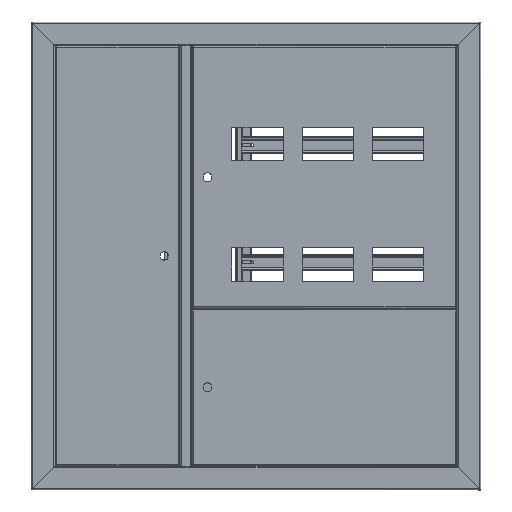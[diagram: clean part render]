
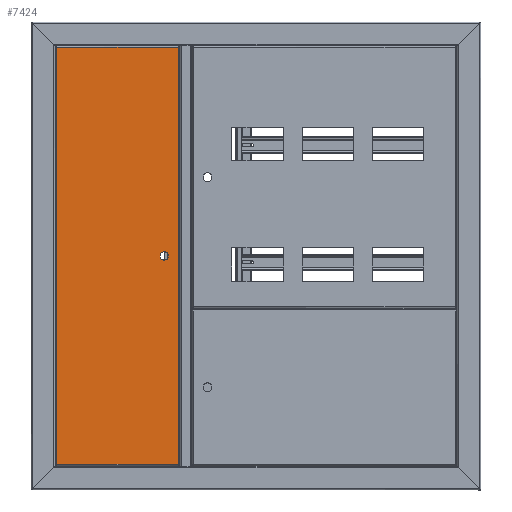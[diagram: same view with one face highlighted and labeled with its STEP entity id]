
A CAD part, top view. The second image highlights one B-rep face of the part: STEP entity #7424.
In plain terms, the highlighted planar face has unit normal (0, 0, 1).
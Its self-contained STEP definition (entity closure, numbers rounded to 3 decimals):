
#7424=ADVANCED_FACE('',(#14513,#14515),#14517,.T.);
#14513=FACE_BOUND('',#14514,.T.);
#14514=EDGE_LOOP('',(#19257,#19258,#19259,#19260));
#14515=FACE_BOUND('',#14516,.T.);
#14516=EDGE_LOOP('',(#19261,#19262,#19263,#19264));
#14517=PLANE('',#14518);
#14518=AXIS2_PLACEMENT_3D('',#14519,#14520,#14521);
#14519=CARTESIAN_POINT('',(0.,0.,0.));
#14520=DIRECTION('',(0.,0.,1.));
#14521=DIRECTION('',(1.,0.,0.));
#19257=ORIENTED_EDGE('',*,*,#21717,.T.);
#19258=ORIENTED_EDGE('',*,*,#21718,.T.);
#19259=ORIENTED_EDGE('',*,*,#21719,.T.);
#19260=ORIENTED_EDGE('',*,*,#21720,.T.);
#19261=ORIENTED_EDGE('',*,*,#21721,.F.);
#19262=ORIENTED_EDGE('',*,*,#21722,.F.);
#19263=ORIENTED_EDGE('',*,*,#21723,.F.);
#19264=ORIENTED_EDGE('',*,*,#21724,.F.);
#21717=EDGE_CURVE('',#24648,#24644,#24669,.T.);
#21718=EDGE_CURVE('',#24644,#24670,#24671,.T.);
#21719=EDGE_CURVE('',#24670,#24672,#24673,.T.);
#21720=EDGE_CURVE('',#24672,#24648,#24674,.T.);
#21721=EDGE_CURVE('',#24675,#24676,#24677,.T.);
#21722=EDGE_CURVE('',#24678,#24675,#24679,.T.);
#21723=EDGE_CURVE('',#24680,#24678,#24681,.T.);
#21724=EDGE_CURVE('',#24676,#24680,#24682,.T.);
#24644=VERTEX_POINT('',#32776);
#24648=VERTEX_POINT('',#32785);
#24669=LINE('',#32831,#32832);
#24670=VERTEX_POINT('',#32834);
#24671=LINE('',#32835,#32836);
#24672=VERTEX_POINT('',#32838);
#24673=LINE('',#32839,#32840);
#24674=LINE('',#32842,#32843);
#24675=VERTEX_POINT('',#32845);
#24676=VERTEX_POINT('',#32846);
#24677=CIRCLE('',#32847,8.85);
#24678=VERTEX_POINT('',#32851);
#24679=LINE('',#32852,#32853);
#24680=VERTEX_POINT('',#32855);
#24681=CIRCLE('',#32856,8.85);
#24682=LINE('',#32860,#32861);
#32776=CARTESIAN_POINT('',(-129.65,-445.55,0.));
#32785=CARTESIAN_POINT('',(-129.65,445.55,0.));
#32831=CARTESIAN_POINT('',(-129.65,445.55,0.));
#32832=VECTOR('',#32833,1.);
#32833=DIRECTION('',(0.,-1.,0.));
#32834=CARTESIAN_POINT('',(129.65,-445.55,0.));
#32835=CARTESIAN_POINT('',(-129.65,-445.55,0.));
#32836=VECTOR('',#32837,1.);
#32837=DIRECTION('',(1.,0.,0.));
#32838=CARTESIAN_POINT('',(129.65,445.55,0.));
#32839=CARTESIAN_POINT('',(129.65,-445.55,0.));
#32840=VECTOR('',#32841,1.);
#32841=DIRECTION('',(0.,1.,0.));
#32842=CARTESIAN_POINT('',(129.65,445.55,0.));
#32843=VECTOR('',#32844,1.);
#32844=DIRECTION('',(-1.,0.,0.));
#32845=CARTESIAN_POINT('',(-91.5,2.933,0.));
#32846=CARTESIAN_POINT('',(-108.2,2.933,0.));
#32847=AXIS2_PLACEMENT_3D('',#32848,#32849,#32850);
#32848=CARTESIAN_POINT('',(-99.85,0.,0.));
#32849=DIRECTION('',(0.,0.,1.));
#32850=DIRECTION('',(0.944,0.331,0.));
#32851=CARTESIAN_POINT('',(-91.5,-2.933,0.));
#32852=CARTESIAN_POINT('',(-91.5,-2.933,0.));
#32853=VECTOR('',#32854,1.);
#32854=DIRECTION('',(0.,1.,0.));
#32855=CARTESIAN_POINT('',(-108.2,-2.933,0.));
#32856=AXIS2_PLACEMENT_3D('',#32857,#32858,#32859);
#32857=CARTESIAN_POINT('',(-99.85,0.,0.));
#32858=DIRECTION('',(0.,0.,1.));
#32859=DIRECTION('',(-0.944,-0.331,0.));
#32860=CARTESIAN_POINT('',(-108.2,2.933,0.));
#32861=VECTOR('',#32862,1.);
#32862=DIRECTION('',(0.,-1.,0.));
